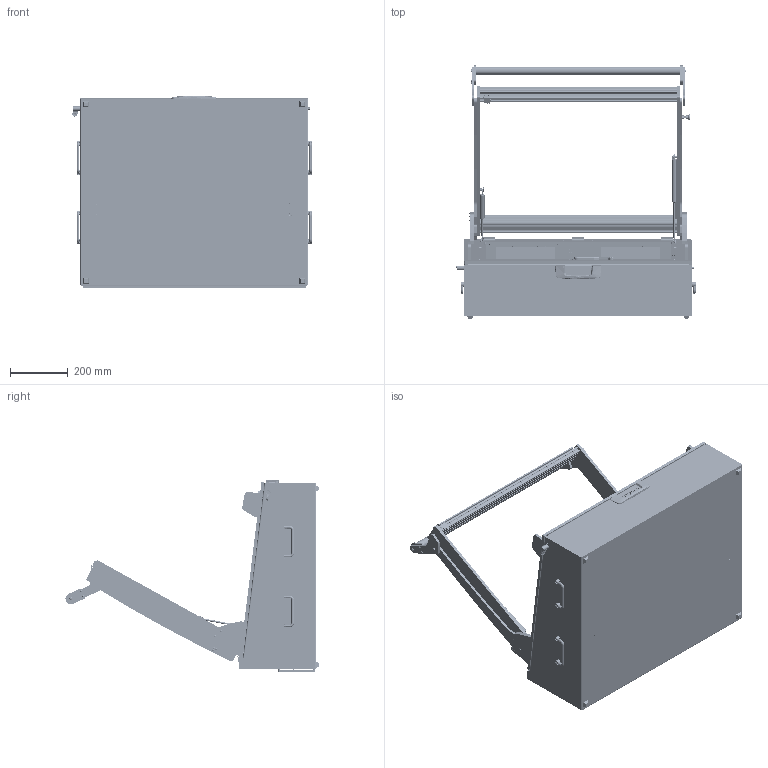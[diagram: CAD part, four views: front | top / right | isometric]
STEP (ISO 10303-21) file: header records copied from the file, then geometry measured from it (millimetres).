
FILE_DESCRIPTION (( 'STEP AP214' ), '1' );
FILE_NAME ('INGUN_116000_open.STEP', '2024-10-18T14:18:42', ( '' ), ( '' ), 'SwSTEP 2.0', 'SolidWorks 2021', '' );
FILE_SCHEMA (( 'AUTOMOTIVE_DESIGN' ));
Length unit declared in the file: millimetre
Products named in the file (115): 114803~0_S; ISO7380~n_M05,0x030; DIN6325~n_04,0m6x024; DIN7991~n_M05,0x016; 114810~0_mit Zentrierstifen <S>; 49317~0; 114800~0_S; 9991~0_flexibel<Standard>; 2281~0_180ø<Standard>; 114017~1_KUNDE<S>; DIN6325~n_02,0m6x020; 2720~0; 30915~0; ISO7380~n_M05,0x008; 40512~8_KUNDE<S>; SCHNORR~n_04,3 M04; 114829~0_S; 114806~0_KUNDE<S>; 42681~1_S; 114818~1_S; 112087~2_S; 2528~0; INGUN_116000_open; 114196_002~0; 57801~2_S; 114811~0_S; 31109~0; 53032~0_S; 31253~0_S; DIN125~n_05,3 M05,0 Fase; 111995~2_S; 114196~0; 32587~7_S; 114795~2_offen<S>; DIN7991~n_M05,0x010; 116500~4_KUNDE open <S>; 114796~0_S; 110705~3_S; DIN_6799_-_A2~n_d 5; 114828~0_S ...
Assembly tree (277 placements, depth 6):
  INGUN_116000_open
    115500~7_S
      114817~3
      2720~0  x4
      53032~0_S
      32171~0_S
      35334~0_S
      114828~0_S
        114829~0_S
        DIN914~n_M04,0x05  x2
        110705~3_S  x2
        30984~0_S
        110231~1_S
        30112~0
        ISO7380~n_M05,0x030
      114196~0  x4
        114196_001~0
        114196_002~0
        114196_003~0
        114196_004~0_S
      115295~1_f〉 MA 15HG <S>
        20902~0  x2
        42681~1_S  x4
        DIN125~n_06,4 M06,0 Fase  x4
        DIN_6799_-_A2~n_d 5  x4
        DIN985-A2~n_M05,0  x4
        DIN125~n_05,3 M05,0 Fase  x6
        DIN7991~n_M05,0x012  x4
        9991~0_flexibel<Standard>
          2502_1~0
          2502_2~0
        9991~0_flexibel<Standard>
          2502_1~0
          2502_2~0
        ISO7380~n_M05,0x008  x2
        DIN7991~n_M05,0x010  x2
    116500~4_KUNDE open <S>
      114795~2_offen<S>
        114797~2
        114798~0_S
        114799~0_S
        114796~0_S
        114800~0_S
        2281~0_180ø<Standard>  x3
          2281~0
        114803~0_S
        53031~0_S
        35649~1_S
        35651~1_S
        31253~0_S
        30955~0_S
        30915~0
        ASR~asr_拱04,2x05x拌8  x2
        2528~0  x2
        31109~0
        114566~2_S  x2
          112087~2_S
            111995~2_S
            115289~0_S
          49317~0
Bounding box: 830.69 x 877.86 x 668.02 mm (x, y, z)
Volume: 9053052 mm3; surface area: 5234287.3 mm2
Topology: 289 solids, 289 shells, 6532 faces, 16132 edges, 10246 vertices
Faces by surface type: cylinder 2803, plane 2371, cone 943, bspline 178, torus 161, sphere 76
Entity records: 117682 total; most frequent: CARTESIAN_POINT 27581, DIRECTION 17936, ORIENTED_EDGE 16252, EDGE_CURVE 8126, AXIS2_PLACEMENT_3D 6863, VERTEX_POINT 5234, LINE 4210, VECTOR 4210
